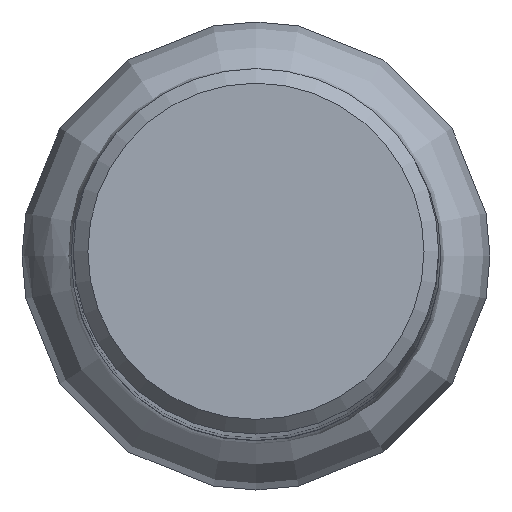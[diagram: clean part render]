
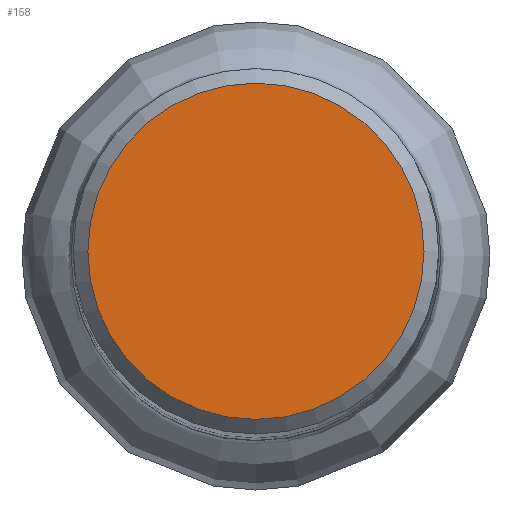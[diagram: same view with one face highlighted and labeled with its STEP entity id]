
A CAD part, top view. The second image highlights one B-rep face of the part: STEP entity #158.
In plain terms, the highlighted planar face has unit normal (0, 0, 1).
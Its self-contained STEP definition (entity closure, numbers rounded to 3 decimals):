
#158=ADVANCED_FACE('CU_SU3',(#166),#164,.F.);
#164=PLANE('',#387);
#166=FACE_OUTER_BOUND('',#194,.T.);
#194=EDGE_LOOP('',(#226));
#226=ORIENTED_EDGE('',*,*,#262,.F.);
#245=VERTEX_POINT('',#536);
#262=EDGE_CURVE('',#245,#245,#278,.T.);
#278=CIRCLE('',#386,11.495);
#386=AXIS2_PLACEMENT_3D('',#535,#463,#464);
#387=AXIS2_PLACEMENT_3D('',#537,#465,#466);
#463=DIRECTION('',(0.,0.,-1.));
#464=DIRECTION('',(-1.,0.,0.));
#465=DIRECTION('',(0.,0.,-1.));
#466=DIRECTION('',(-1.,0.,0.));
#535=CARTESIAN_POINT('',(0.,0.,0.));
#536=CARTESIAN_POINT('',(-11.495,0.,0.));
#537=CARTESIAN_POINT('',(0.,0.,0.));
